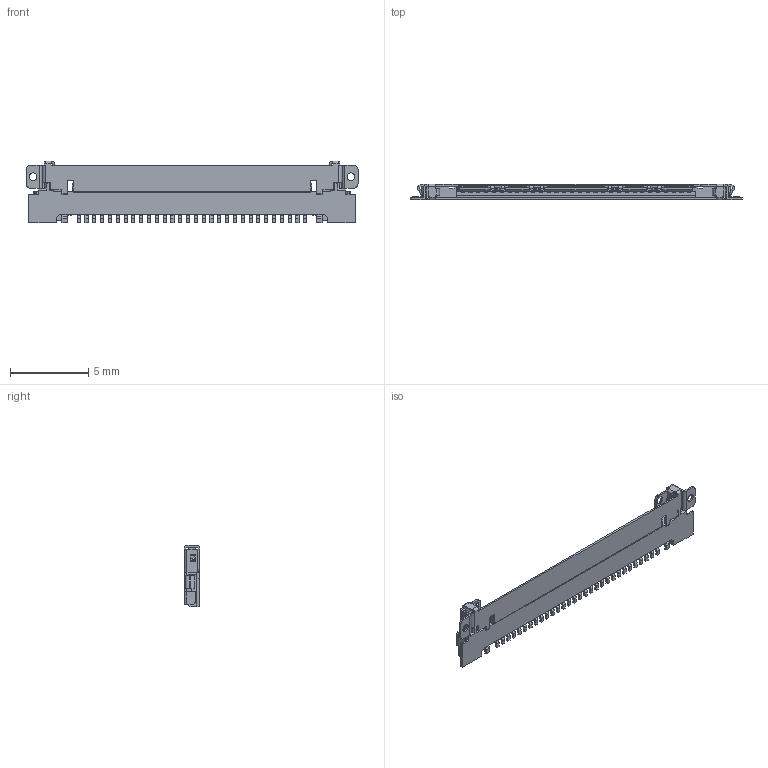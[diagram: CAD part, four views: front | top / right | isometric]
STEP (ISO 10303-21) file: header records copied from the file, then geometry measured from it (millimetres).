
FILE_DESCRIPTION((''),'2;1');
FILE_NAME('C-5-2069716-2','2013-06-24T',('workeradm'),('Tyco Electronics Ltd.'),'PRO/ENGINEER BY PARAMETRIC TECHNOLOGY CORPORATION, 2011490','PRO/ENGINEER BY PARAMETRIC TECHNOLOGY CORPORATION, 2011490','');
FILE_SCHEMA(('AUTOMOTIVE_DESIGN { 1 0 10303 214 1 1 1 1 }'));
Length unit declared in the file: millimetre
Products named in the file (1): C-5-2069716-2
Bounding box: 21.25 x 1 x 3.95 mm (x, y, z)
Volume: 33.9 mm3; surface area: 334.3 mm2
Topology: 1 solids, 1 shells, 1245 faces, 3488 edges, 2280 vertices
Faces by surface type: plane 879, cylinder 350, sphere 16
Entity records: 40489 total; most frequent: CARTESIAN_POINT 7432, ORIENTED_EDGE 6976, DIRECTION 6604, EDGE_CURVE 3488, VECTOR 2770, LINE 2770, VERTEX_POINT 2280, AXIS2_PLACEMENT_3D 1917
